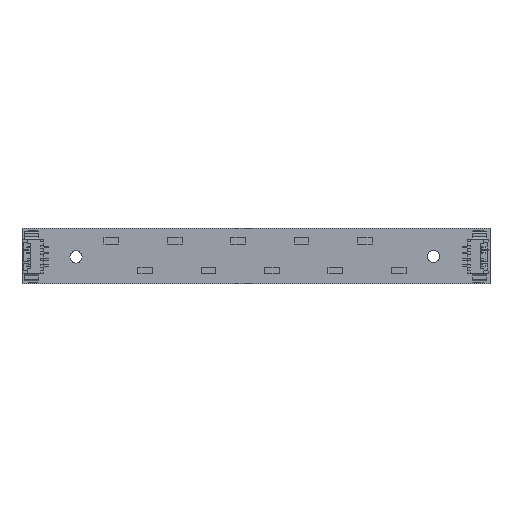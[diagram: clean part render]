
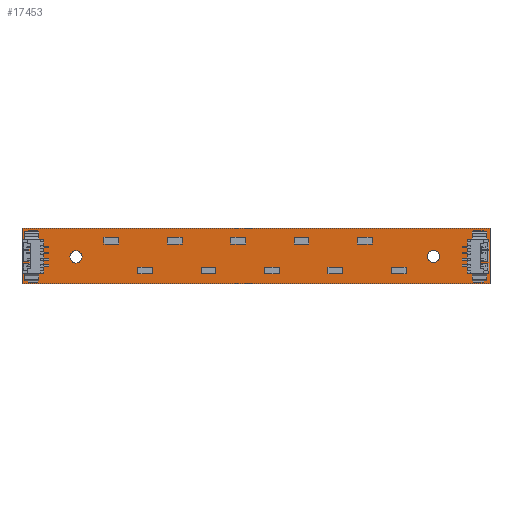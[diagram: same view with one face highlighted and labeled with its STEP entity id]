
A CAD part, top view. The second image highlights one B-rep face of the part: STEP entity #17453.
In plain terms, the highlighted planar face has unit normal (0, 0, 1).
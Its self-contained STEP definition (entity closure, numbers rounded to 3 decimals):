
#17252 = VERTEX_POINT('',#17253);
#17253 = CARTESIAN_POINT('',(0.,0.,0.));
#17259 = EDGE_CURVE('',#17252,#17260,#17262,.T.);
#17260 = VERTEX_POINT('',#17261);
#17261 = CARTESIAN_POINT('',(92.456,0.,0.));
#17262 = LINE('',#17263,#17264);
#17263 = CARTESIAN_POINT('',(0.,0.,0.));
#17264 = VECTOR('',#17265,1.);
#17265 = DIRECTION('',(1.,0.,0.));
#17290 = EDGE_CURVE('',#17260,#17291,#17293,.T.);
#17291 = VERTEX_POINT('',#17292);
#17292 = CARTESIAN_POINT('',(92.456,11.049,0.));
#17293 = LINE('',#17294,#17295);
#17294 = CARTESIAN_POINT('',(92.456,0.,0.));
#17295 = VECTOR('',#17296,1.);
#17296 = DIRECTION('',(0.,1.,0.));
#17321 = EDGE_CURVE('',#17291,#17322,#17324,.T.);
#17322 = VERTEX_POINT('',#17323);
#17323 = CARTESIAN_POINT('',(0.,11.049,0.));
#17324 = LINE('',#17325,#17326);
#17325 = CARTESIAN_POINT('',(92.456,11.049,0.));
#17326 = VECTOR('',#17327,1.);
#17327 = DIRECTION('',(-1.,0.,0.));
#17352 = EDGE_CURVE('',#17322,#17252,#17353,.T.);
#17353 = LINE('',#17354,#17355);
#17354 = CARTESIAN_POINT('',(0.,11.049,0.));
#17355 = VECTOR('',#17356,1.);
#17356 = DIRECTION('',(0.,-1.,0.));
#17376 = VERTEX_POINT('',#17377);
#17377 = CARTESIAN_POINT('',(11.868,5.334,0.));
#17383 = EDGE_CURVE('',#17376,#17376,#17384,.T.);
#17384 = CIRCLE('',#17385,1.2);
#17385 = AXIS2_PLACEMENT_3D('',#17386,#17387,#17388);
#17386 = CARTESIAN_POINT('',(10.668,5.334,0.));
#17387 = DIRECTION('',(0.,0.,1.));
#17388 = DIRECTION('',(1.,0.,0.));
#17409 = VERTEX_POINT('',#17410);
#17410 = CARTESIAN_POINT('',(82.48,5.461,0.));
#17416 = EDGE_CURVE('',#17409,#17409,#17417,.T.);
#17417 = CIRCLE('',#17418,1.2);
#17418 = AXIS2_PLACEMENT_3D('',#17419,#17420,#17421);
#17419 = CARTESIAN_POINT('',(81.28,5.461,0.));
#17420 = DIRECTION('',(0.,0.,1.));
#17421 = DIRECTION('',(1.,0.,0.));
#17453 = ADVANCED_FACE('',(#17454,#17460,#17463),#17466,.F.);
#17454 = FACE_BOUND('',#17455,.T.);
#17455 = EDGE_LOOP('',(#17456,#17457,#17458,#17459));
#17456 = ORIENTED_EDGE('',*,*,#17259,.T.);
#17457 = ORIENTED_EDGE('',*,*,#17290,.T.);
#17458 = ORIENTED_EDGE('',*,*,#17321,.T.);
#17459 = ORIENTED_EDGE('',*,*,#17352,.T.);
#17460 = FACE_BOUND('',#17461,.F.);
#17461 = EDGE_LOOP('',(#17462));
#17462 = ORIENTED_EDGE('',*,*,#17383,.T.);
#17463 = FACE_BOUND('',#17464,.F.);
#17464 = EDGE_LOOP('',(#17465));
#17465 = ORIENTED_EDGE('',*,*,#17416,.T.);
#17466 = PLANE('',#17467);
#17467 = AXIS2_PLACEMENT_3D('',#17468,#17469,#17470);
#17468 = CARTESIAN_POINT('',(0.,0.,0.));
#17469 = DIRECTION('',(0.,0.,-1.));
#17470 = DIRECTION('',(-1.,0.,0.));
